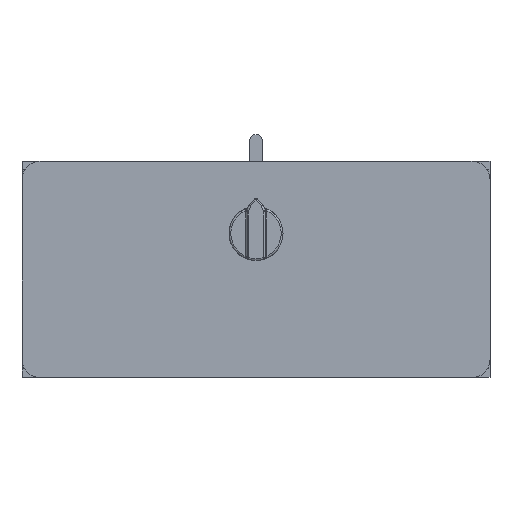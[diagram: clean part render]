
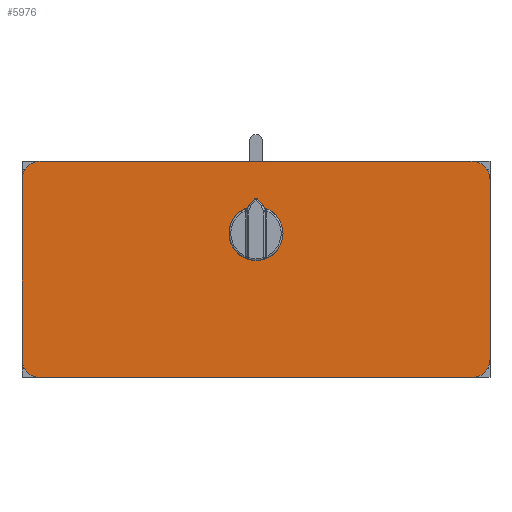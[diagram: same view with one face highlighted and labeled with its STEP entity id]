
A CAD part, front view. The second image highlights one B-rep face of the part: STEP entity #5976.
In plain terms, the highlighted planar face has unit normal (0, -1, 0).
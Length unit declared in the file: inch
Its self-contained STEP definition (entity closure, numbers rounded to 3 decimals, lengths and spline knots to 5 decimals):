
#57=FACE_BOUND('',#733,.T.);
#96=PLANE('',#6392);
#411=FACE_OUTER_BOUND('',#732,.T.);
#732=EDGE_LOOP('',(#4389,#4390,#4391,#4392,#4393,#4394,#4395,#4396));
#733=EDGE_LOOP('',(#4397));
#1059=LINE('',#8778,#1854);
#1063=LINE('',#8790,#1858);
#1067=LINE('',#8802,#1862);
#1071=LINE('',#8814,#1866);
#1854=VECTOR('',#6903,0.3937);
#1858=VECTOR('',#6915,0.3937);
#1862=VECTOR('',#6927,0.3937);
#1866=VECTOR('',#6939,0.3937);
#2658=CIRCLE('',#6374,0.125);
#2661=CIRCLE('',#6379,0.25);
#2663=CIRCLE('',#6383,0.25);
#2665=CIRCLE('',#6387,0.25);
#2667=CIRCLE('',#6391,0.25);
#2738=VERTEX_POINT('',#8766);
#2742=VERTEX_POINT('',#8775);
#2743=VERTEX_POINT('',#8777);
#2745=VERTEX_POINT('',#8783);
#2747=VERTEX_POINT('',#8789);
#2749=VERTEX_POINT('',#8795);
#2751=VERTEX_POINT('',#8801);
#2753=VERTEX_POINT('',#8807);
#2755=VERTEX_POINT('',#8813);
#3362=EDGE_CURVE('',#2738,#2738,#2658,.T.);
#3367=EDGE_CURVE('',#2743,#2742,#1059,.T.);
#3370=EDGE_CURVE('',#2745,#2743,#2661,.T.);
#3373=EDGE_CURVE('',#2747,#2745,#1063,.T.);
#3376=EDGE_CURVE('',#2749,#2747,#2663,.T.);
#3379=EDGE_CURVE('',#2751,#2749,#1067,.T.);
#3382=EDGE_CURVE('',#2753,#2751,#2665,.T.);
#3385=EDGE_CURVE('',#2755,#2753,#1071,.T.);
#3388=EDGE_CURVE('',#2742,#2755,#2667,.T.);
#4389=ORIENTED_EDGE('',*,*,#3388,.T.);
#4390=ORIENTED_EDGE('',*,*,#3385,.T.);
#4391=ORIENTED_EDGE('',*,*,#3382,.T.);
#4392=ORIENTED_EDGE('',*,*,#3379,.T.);
#4393=ORIENTED_EDGE('',*,*,#3376,.T.);
#4394=ORIENTED_EDGE('',*,*,#3373,.T.);
#4395=ORIENTED_EDGE('',*,*,#3370,.T.);
#4396=ORIENTED_EDGE('',*,*,#3367,.T.);
#4397=ORIENTED_EDGE('',*,*,#3362,.T.);
#5976=ADVANCED_FACE('',(#411,#57),#96,.T.);
#6374=AXIS2_PLACEMENT_3D('',#8767,#6894,#6895);
#6379=AXIS2_PLACEMENT_3D('',#8784,#6909,#6910);
#6383=AXIS2_PLACEMENT_3D('',#8796,#6921,#6922);
#6387=AXIS2_PLACEMENT_3D('',#8808,#6933,#6934);
#6391=AXIS2_PLACEMENT_3D('',#8818,#6945,#6946);
#6392=AXIS2_PLACEMENT_3D('',#8819,#6947,#6948);
#6894=DIRECTION('center_axis',(0.,1.,0.));
#6895=DIRECTION('ref_axis',(1.,0.,0.));
#6903=DIRECTION('',(-1.,0.,0.));
#6909=DIRECTION('center_axis',(0.,-1.,0.));
#6910=DIRECTION('ref_axis',(1.,0.,0.));
#6915=DIRECTION('',(0.,0.,1.));
#6921=DIRECTION('center_axis',(0.,-1.,0.));
#6922=DIRECTION('ref_axis',(0.,0.,-1.));
#6927=DIRECTION('',(1.,0.,0.));
#6933=DIRECTION('center_axis',(0.,-1.,0.));
#6934=DIRECTION('ref_axis',(-1.,0.,0.));
#6939=DIRECTION('',(0.,0.,-1.));
#6945=DIRECTION('center_axis',(0.,-1.,0.));
#6946=DIRECTION('ref_axis',(0.,0.,1.));
#6947=DIRECTION('center_axis',(0.,-1.,0.));
#6948=DIRECTION('ref_axis',(1.,0.,0.));
#8766=CARTESIAN_POINT('',(-0.125,-0.125,0.5));
#8767=CARTESIAN_POINT('Origin',(0.,-0.125,0.5));
#8775=CARTESIAN_POINT('',(-3.,-0.125,1.5));
#8777=CARTESIAN_POINT('',(3.,-0.125,1.5));
#8778=CARTESIAN_POINT('',(-3.,-0.125,1.5));
#8783=CARTESIAN_POINT('',(3.25,-0.125,1.25));
#8784=CARTESIAN_POINT('Origin',(3.,-0.125,1.25));
#8789=CARTESIAN_POINT('',(3.25,-0.125,-1.25));
#8790=CARTESIAN_POINT('',(3.25,-0.125,1.25));
#8795=CARTESIAN_POINT('',(3.,-0.125,-1.5));
#8796=CARTESIAN_POINT('Origin',(3.,-0.125,-1.25));
#8801=CARTESIAN_POINT('',(-3.,-0.125,-1.5));
#8802=CARTESIAN_POINT('',(3.,-0.125,-1.5));
#8807=CARTESIAN_POINT('',(-3.25,-0.125,-1.25));
#8808=CARTESIAN_POINT('Origin',(-3.,-0.125,-1.25));
#8813=CARTESIAN_POINT('',(-3.25,-0.125,1.25));
#8814=CARTESIAN_POINT('',(-3.25,-0.125,-1.25));
#8818=CARTESIAN_POINT('Origin',(-3.,-0.125,1.25));
#8819=CARTESIAN_POINT('Origin',(0.,-0.125,0.));
